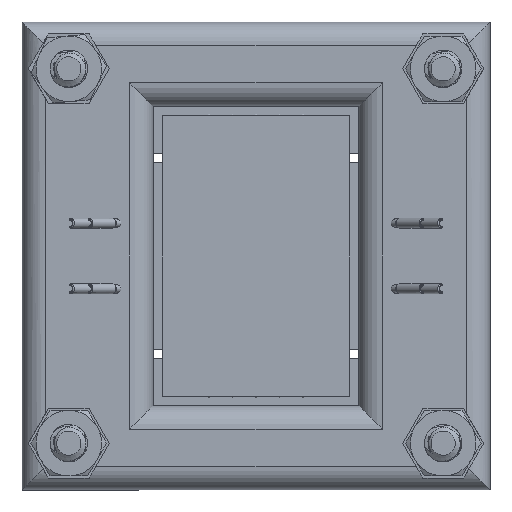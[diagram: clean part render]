
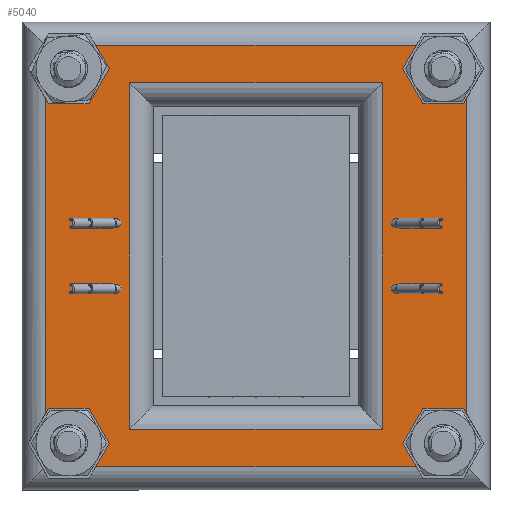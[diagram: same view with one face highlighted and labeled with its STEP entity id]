
A CAD part, front view. The second image highlights one B-rep face of the part: STEP entity #5040.
In plain terms, the highlighted face is planar.
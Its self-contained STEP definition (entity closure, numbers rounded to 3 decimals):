
#550=FACE_BOUND('',#1347,.T.);
#551=FACE_BOUND('',#1348,.T.);
#552=FACE_BOUND('',#1349,.T.);
#553=FACE_BOUND('',#1350,.T.);
#554=FACE_BOUND('',#1351,.T.);
#555=FACE_BOUND('',#1352,.T.);
#556=FACE_BOUND('',#1353,.T.);
#557=FACE_BOUND('',#1354,.T.);
#558=FACE_BOUND('',#1355,.T.);
#759=CIRCLE('',#5491,0.5);
#760=CIRCLE('',#5492,0.5);
#761=CIRCLE('',#5493,0.5);
#762=CIRCLE('',#5494,0.5);
#763=CIRCLE('',#5495,0.5);
#764=CIRCLE('',#5496,0.5);
#765=CIRCLE('',#5497,0.5);
#766=CIRCLE('',#5498,0.5);
#1006=FACE_OUTER_BOUND('',#1346,.T.);
#1346=EDGE_LOOP('',(#3845,#3846,#3847,#3848,#3849,#3850,#3851,#3852,#3853,
#3854,#3855,#3856,#3857,#3858,#3859,#3860,#3861,#3862,#3863,#3864));
#1347=EDGE_LOOP('',(#3865));
#1348=EDGE_LOOP('',(#3866));
#1349=EDGE_LOOP('',(#3867));
#1350=EDGE_LOOP('',(#3868));
#1351=EDGE_LOOP('',(#3869));
#1352=EDGE_LOOP('',(#3870));
#1353=EDGE_LOOP('',(#3871));
#1354=EDGE_LOOP('',(#3872));
#1355=EDGE_LOOP('',(#3873,#3874,#3875,#3876));
#1628=LINE('',#7873,#1933);
#1635=LINE('',#7888,#1940);
#1641=LINE('',#7901,#1946);
#1643=LINE('',#7908,#1948);
#1645=LINE('',#7918,#1950);
#1654=LINE('',#7940,#1959);
#1657=LINE('',#7946,#1962);
#1661=LINE('',#7954,#1966);
#1662=LINE('',#7963,#1967);
#1666=LINE('',#7972,#1971);
#1672=LINE('',#7985,#1977);
#1677=LINE('',#7998,#1982);
#1685=LINE('',#8024,#1990);
#1688=LINE('',#8030,#1993);
#1691=LINE('',#8036,#1996);
#1695=LINE('',#8044,#2000);
#1697=LINE('',#8054,#2002);
#1698=LINE('',#8056,#2003);
#1699=LINE('',#8057,#2004);
#1700=LINE('',#8058,#2005);
#1701=LINE('',#8077,#2006);
#1702=LINE('',#8079,#2007);
#1703=LINE('',#8081,#2008);
#1704=LINE('',#8082,#2009);
#1933=VECTOR('',#6143,10.);
#1940=VECTOR('',#6154,10.);
#1946=VECTOR('',#6164,10.);
#1948=VECTOR('',#6174,10.);
#1950=VECTOR('',#6184,10.);
#1959=VECTOR('',#6203,10.);
#1962=VECTOR('',#6208,10.);
#1966=VECTOR('',#6216,10.);
#1967=VECTOR('',#6225,10.);
#1971=VECTOR('',#6231,10.);
#1977=VECTOR('',#6241,10.);
#1982=VECTOR('',#6256,10.);
#1990=VECTOR('',#6280,10.);
#1993=VECTOR('',#6285,10.);
#1996=VECTOR('',#6290,10.);
#2000=VECTOR('',#6298,10.);
#2002=VECTOR('',#6310,10.);
#2003=VECTOR('',#6313,10.);
#2004=VECTOR('',#6314,10.);
#2005=VECTOR('',#6315,10.);
#2006=VECTOR('',#6332,10.);
#2007=VECTOR('',#6333,10.);
#2008=VECTOR('',#6334,10.);
#2009=VECTOR('',#6335,10.);
#2282=VERTEX_POINT('',#7869);
#2284=VERTEX_POINT('',#7872);
#2289=VERTEX_POINT('',#7886);
#2290=VERTEX_POINT('',#7887);
#2294=VERTEX_POINT('',#7896);
#2298=VERTEX_POINT('',#7914);
#2300=VERTEX_POINT('',#7917);
#2308=VERTEX_POINT('',#7939);
#2310=VERTEX_POINT('',#7945);
#2312=VERTEX_POINT('',#7951);
#2314=VERTEX_POINT('',#7959);
#2316=VERTEX_POINT('',#7962);
#2319=VERTEX_POINT('',#7970);
#2320=VERTEX_POINT('',#7971);
#2324=VERTEX_POINT('',#7980);
#2337=VERTEX_POINT('',#8021);
#2338=VERTEX_POINT('',#8023);
#2340=VERTEX_POINT('',#8029);
#2342=VERTEX_POINT('',#8035);
#2344=VERTEX_POINT('',#8041);
#2348=VERTEX_POINT('',#8059);
#2349=VERTEX_POINT('',#8061);
#2350=VERTEX_POINT('',#8063);
#2351=VERTEX_POINT('',#8065);
#2352=VERTEX_POINT('',#8067);
#2353=VERTEX_POINT('',#8069);
#2354=VERTEX_POINT('',#8071);
#2355=VERTEX_POINT('',#8073);
#2356=VERTEX_POINT('',#8075);
#2357=VERTEX_POINT('',#8076);
#2358=VERTEX_POINT('',#8078);
#2359=VERTEX_POINT('',#8080);
#2810=EDGE_CURVE('',#2284,#2282,#1628,.T.);
#2817=EDGE_CURVE('',#2289,#2290,#1635,.T.);
#2824=EDGE_CURVE('',#2294,#2289,#1641,.T.);
#2828=EDGE_CURVE('',#2290,#2284,#1643,.T.);
#2832=EDGE_CURVE('',#2300,#2298,#1645,.T.);
#2843=EDGE_CURVE('',#2308,#2300,#1654,.T.);
#2846=EDGE_CURVE('',#2310,#2308,#1657,.T.);
#2851=EDGE_CURVE('',#2312,#2310,#1661,.T.);
#2854=EDGE_CURVE('',#2316,#2314,#1662,.T.);
#2858=EDGE_CURVE('',#2319,#2320,#1666,.T.);
#2865=EDGE_CURVE('',#2324,#2319,#1672,.T.);
#2872=EDGE_CURVE('',#2320,#2316,#1677,.T.);
#2884=EDGE_CURVE('',#2338,#2337,#1685,.T.);
#2887=EDGE_CURVE('',#2340,#2338,#1688,.T.);
#2890=EDGE_CURVE('',#2342,#2340,#1691,.T.);
#2895=EDGE_CURVE('',#2344,#2342,#1695,.T.);
#2900=EDGE_CURVE('',#2324,#2282,#1697,.T.);
#2901=EDGE_CURVE('',#2344,#2314,#1698,.T.);
#2902=EDGE_CURVE('',#2312,#2337,#1699,.T.);
#2903=EDGE_CURVE('',#2294,#2298,#1700,.T.);
#2904=EDGE_CURVE('',#2348,#2348,#759,.T.);
#2905=EDGE_CURVE('',#2349,#2349,#760,.T.);
#2906=EDGE_CURVE('',#2350,#2350,#761,.T.);
#2907=EDGE_CURVE('',#2351,#2351,#762,.T.);
#2908=EDGE_CURVE('',#2352,#2352,#763,.T.);
#2909=EDGE_CURVE('',#2353,#2353,#764,.T.);
#2910=EDGE_CURVE('',#2354,#2354,#765,.T.);
#2911=EDGE_CURVE('',#2355,#2355,#766,.T.);
#2912=EDGE_CURVE('',#2356,#2357,#1701,.T.);
#2913=EDGE_CURVE('',#2358,#2356,#1702,.T.);
#2914=EDGE_CURVE('',#2359,#2358,#1703,.T.);
#2915=EDGE_CURVE('',#2357,#2359,#1704,.T.);
#3845=ORIENTED_EDGE('',*,*,#2824,.T.);
#3846=ORIENTED_EDGE('',*,*,#2817,.T.);
#3847=ORIENTED_EDGE('',*,*,#2828,.T.);
#3848=ORIENTED_EDGE('',*,*,#2810,.T.);
#3849=ORIENTED_EDGE('',*,*,#2900,.F.);
#3850=ORIENTED_EDGE('',*,*,#2865,.T.);
#3851=ORIENTED_EDGE('',*,*,#2858,.T.);
#3852=ORIENTED_EDGE('',*,*,#2872,.T.);
#3853=ORIENTED_EDGE('',*,*,#2854,.T.);
#3854=ORIENTED_EDGE('',*,*,#2901,.F.);
#3855=ORIENTED_EDGE('',*,*,#2895,.T.);
#3856=ORIENTED_EDGE('',*,*,#2890,.T.);
#3857=ORIENTED_EDGE('',*,*,#2887,.T.);
#3858=ORIENTED_EDGE('',*,*,#2884,.T.);
#3859=ORIENTED_EDGE('',*,*,#2902,.F.);
#3860=ORIENTED_EDGE('',*,*,#2851,.T.);
#3861=ORIENTED_EDGE('',*,*,#2846,.T.);
#3862=ORIENTED_EDGE('',*,*,#2843,.T.);
#3863=ORIENTED_EDGE('',*,*,#2832,.T.);
#3864=ORIENTED_EDGE('',*,*,#2903,.F.);
#3865=ORIENTED_EDGE('',*,*,#2904,.T.);
#3866=ORIENTED_EDGE('',*,*,#2905,.T.);
#3867=ORIENTED_EDGE('',*,*,#2906,.T.);
#3868=ORIENTED_EDGE('',*,*,#2907,.T.);
#3869=ORIENTED_EDGE('',*,*,#2908,.T.);
#3870=ORIENTED_EDGE('',*,*,#2909,.T.);
#3871=ORIENTED_EDGE('',*,*,#2910,.T.);
#3872=ORIENTED_EDGE('',*,*,#2911,.T.);
#3873=ORIENTED_EDGE('',*,*,#2912,.F.);
#3874=ORIENTED_EDGE('',*,*,#2913,.F.);
#3875=ORIENTED_EDGE('',*,*,#2914,.F.);
#3876=ORIENTED_EDGE('',*,*,#2915,.F.);
#4903=PLANE('',#5490);
#5040=ADVANCED_FACE('',(#1006,#550,#551,#552,#553,#554,#555,#556,#557,#558),
#4903,.T.);
#5490=AXIS2_PLACEMENT_3D('',#8055,#6311,#6312);
#5491=AXIS2_PLACEMENT_3D('',#8060,#6316,#6317);
#5492=AXIS2_PLACEMENT_3D('',#8062,#6318,#6319);
#5493=AXIS2_PLACEMENT_3D('',#8064,#6320,#6321);
#5494=AXIS2_PLACEMENT_3D('',#8066,#6322,#6323);
#5495=AXIS2_PLACEMENT_3D('',#8068,#6324,#6325);
#5496=AXIS2_PLACEMENT_3D('',#8070,#6326,#6327);
#5497=AXIS2_PLACEMENT_3D('',#8072,#6328,#6329);
#5498=AXIS2_PLACEMENT_3D('',#8074,#6330,#6331);
#6143=DIRECTION('',(-0.866,0.,-0.5));
#6154=DIRECTION('',(0.,0.,1.));
#6164=DIRECTION('',(0.866,0.,0.5));
#6174=DIRECTION('',(-0.866,0.,0.5));
#6184=DIRECTION('',(0.866,0.,-0.5));
#6203=DIRECTION('',(0.,0.,-1.));
#6208=DIRECTION('',(-0.866,0.,-0.5));
#6216=DIRECTION('',(-0.866,0.,0.5));
#6225=DIRECTION('',(-0.866,0.,0.5));
#6231=DIRECTION('',(0.866,0.,0.5));
#6241=DIRECTION('',(0.866,0.,-0.5));
#6256=DIRECTION('',(0.,0.,1.));
#6280=DIRECTION('',(0.866,0.,0.5));
#6285=DIRECTION('',(0.866,0.,-0.5));
#6290=DIRECTION('',(0.,0.,-1.));
#6298=DIRECTION('',(-0.866,0.,-0.5));
#6310=DIRECTION('',(0.,0.,-1.));
#6311=DIRECTION('center_axis',(0.,1.,0.));
#6312=DIRECTION('ref_axis',(1.,0.,0.));
#6313=DIRECTION('',(-1.,0.,0.));
#6314=DIRECTION('',(0.,0.,1.));
#6315=DIRECTION('',(1.,0.,0.));
#6316=DIRECTION('center_axis',(0.,-1.,0.));
#6317=DIRECTION('ref_axis',(1.,0.,0.));
#6318=DIRECTION('center_axis',(0.,-1.,0.));
#6319=DIRECTION('ref_axis',(1.,0.,0.));
#6320=DIRECTION('center_axis',(0.,-1.,0.));
#6321=DIRECTION('ref_axis',(-1.,0.,0.));
#6322=DIRECTION('center_axis',(0.,-1.,0.));
#6323=DIRECTION('ref_axis',(-1.,0.,0.));
#6324=DIRECTION('center_axis',(0.,-1.,0.));
#6325=DIRECTION('ref_axis',(-1.,0.,0.));
#6326=DIRECTION('center_axis',(0.,-1.,0.));
#6327=DIRECTION('ref_axis',(-1.,0.,0.));
#6328=DIRECTION('center_axis',(0.,-1.,0.));
#6329=DIRECTION('ref_axis',(1.,0.,0.));
#6330=DIRECTION('center_axis',(0.,-1.,0.));
#6331=DIRECTION('ref_axis',(1.,0.,0.));
#6332=DIRECTION('',(0.,0.,-1.));
#6333=DIRECTION('',(1.,0.,0.));
#6334=DIRECTION('',(0.,0.,1.));
#6335=DIRECTION('',(-1.,0.,0.));
#7869=CARTESIAN_POINT('',(-22.5,2.,-17.113));
#7872=CARTESIAN_POINT('',(-20.,2.,-15.67));
#7873=CARTESIAN_POINT('',(-9.107,2.,-9.381));
#7886=CARTESIAN_POINT('',(-16.25,2.,-22.165));
#7887=CARTESIAN_POINT('',(-16.25,2.,-17.835));
#7888=CARTESIAN_POINT('',(-16.25,2.,-11.083));
#7896=CARTESIAN_POINT('',(-16.83,2.,-22.5));
#7901=CARTESIAN_POINT('',(-7.232,2.,-16.959));
#7908=CARTESIAN_POINT('',(-14.018,2.,-19.124));
#7914=CARTESIAN_POINT('',(16.83,2.,-22.5));
#7917=CARTESIAN_POINT('',(16.25,2.,-22.165));
#7918=CARTESIAN_POINT('',(5.357,2.,-15.876));
#7939=CARTESIAN_POINT('',(16.25,2.,-17.835));
#7940=CARTESIAN_POINT('',(16.25,2.,-8.917));
#7945=CARTESIAN_POINT('',(20.,2.,-15.67));
#7946=CARTESIAN_POINT('',(15.893,2.,-18.041));
#7951=CARTESIAN_POINT('',(22.5,2.,-17.113));
#7954=CARTESIAN_POINT('',(10.982,2.,-10.464));
#7959=CARTESIAN_POINT('',(-16.83,2.,22.5));
#7962=CARTESIAN_POINT('',(-16.25,2.,22.165));
#7963=CARTESIAN_POINT('',(-5.357,2.,15.876));
#7970=CARTESIAN_POINT('',(-20.,2.,15.67));
#7971=CARTESIAN_POINT('',(-16.25,2.,17.835));
#7972=CARTESIAN_POINT('',(-15.893,2.,18.041));
#7980=CARTESIAN_POINT('',(-22.5,2.,17.113));
#7985=CARTESIAN_POINT('',(-10.982,2.,10.464));
#7998=CARTESIAN_POINT('',(-16.25,2.,8.917));
#8021=CARTESIAN_POINT('',(22.5,2.,17.113));
#8023=CARTESIAN_POINT('',(20.,2.,15.67));
#8024=CARTESIAN_POINT('',(9.107,2.,9.381));
#8029=CARTESIAN_POINT('',(16.25,2.,17.835));
#8030=CARTESIAN_POINT('',(14.018,2.,19.124));
#8035=CARTESIAN_POINT('',(16.25,2.,22.165));
#8036=CARTESIAN_POINT('',(16.25,2.,11.083));
#8041=CARTESIAN_POINT('',(16.83,2.,22.5));
#8044=CARTESIAN_POINT('',(7.232,2.,16.959));
#8054=CARTESIAN_POINT('',(-22.5,2.,-12.5));
#8055=CARTESIAN_POINT('Origin',(0.,2.,0.));
#8056=CARTESIAN_POINT('',(-12.5,2.,22.5));
#8057=CARTESIAN_POINT('',(22.5,2.,12.5));
#8058=CARTESIAN_POINT('',(12.5,2.,-22.5));
#8059=CARTESIAN_POINT('',(-4.,2.,-17.));
#8060=CARTESIAN_POINT('Origin',(-3.5,2.,-17.));
#8061=CARTESIAN_POINT('',(3.,2.,-17.));
#8062=CARTESIAN_POINT('Origin',(3.5,2.,-17.));
#8063=CARTESIAN_POINT('',(-3.,2.,17.));
#8064=CARTESIAN_POINT('Origin',(-3.5,2.,17.));
#8065=CARTESIAN_POINT('',(4.,2.,17.));
#8066=CARTESIAN_POINT('Origin',(3.5,2.,17.));
#8067=CARTESIAN_POINT('',(4.,2.,15.));
#8068=CARTESIAN_POINT('Origin',(3.5,2.,15.));
#8069=CARTESIAN_POINT('',(-3.,2.,15.));
#8070=CARTESIAN_POINT('Origin',(-3.5,2.,15.));
#8071=CARTESIAN_POINT('',(-4.,2.,-15.));
#8072=CARTESIAN_POINT('Origin',(-3.5,2.,-15.));
#8073=CARTESIAN_POINT('',(3.,2.,-15.));
#8074=CARTESIAN_POINT('Origin',(3.5,2.,-15.));
#8075=CARTESIAN_POINT('',(18.5,2.,13.5));
#8076=CARTESIAN_POINT('',(18.5,2.,-13.5));
#8077=CARTESIAN_POINT('',(18.5,2.,-5.5));
#8078=CARTESIAN_POINT('',(-18.5,2.,13.5));
#8079=CARTESIAN_POINT('',(8.,2.,13.5));
#8080=CARTESIAN_POINT('',(-18.5,2.,-13.5));
#8081=CARTESIAN_POINT('',(-18.5,2.,5.5));
#8082=CARTESIAN_POINT('',(-8.,2.,-13.5));
